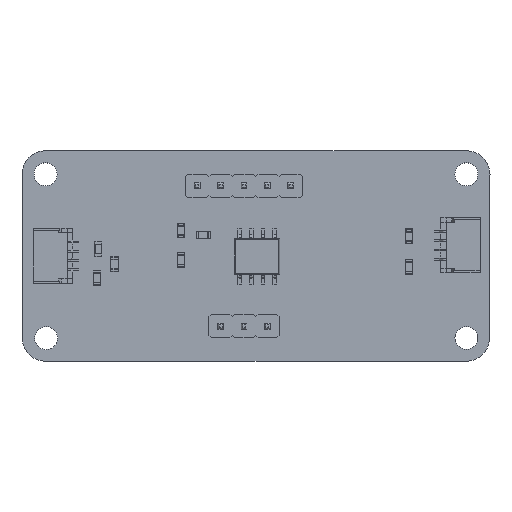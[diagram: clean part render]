
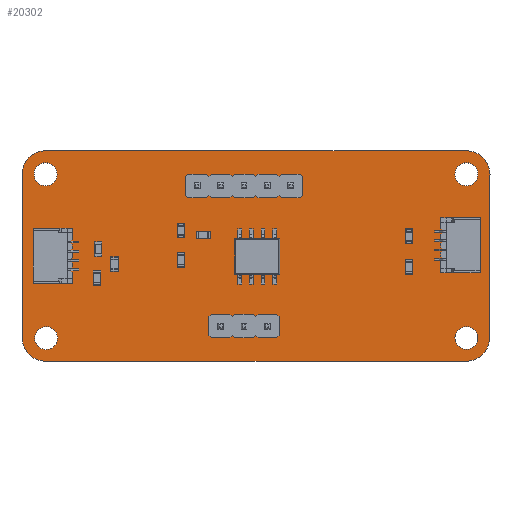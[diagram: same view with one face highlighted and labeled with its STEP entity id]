
A CAD part, top view. The second image highlights one B-rep face of the part: STEP entity #20302.
In plain terms, the highlighted planar face has unit normal (0, 0, 1).
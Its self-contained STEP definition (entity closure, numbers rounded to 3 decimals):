
#20021 = VERTEX_POINT('',#20022);
#20022 = CARTESIAN_POINT('',(22.842,11.43,1.51));
#20028 = EDGE_CURVE('',#20021,#20029,#20031,.T.);
#20029 = VERTEX_POINT('',#20030);
#20030 = CARTESIAN_POINT('',(25.418,8.89,1.51));
#20031 = CIRCLE('',#20032,2.558);
#20032 = AXIS2_PLACEMENT_3D('',#20033,#20034,#20035);
#20033 = CARTESIAN_POINT('',(22.86,8.872,1.51));
#20034 = DIRECTION('',(0.,0.,-1.));
#20035 = DIRECTION('',(-0.007,1.,0.));
#20063 = VERTEX_POINT('',#20064);
#20064 = CARTESIAN_POINT('',(-22.878,11.43,1.51));
#20070 = EDGE_CURVE('',#20063,#20021,#20071,.T.);
#20071 = LINE('',#20072,#20073);
#20072 = CARTESIAN_POINT('',(-22.878,11.43,1.51));
#20073 = VECTOR('',#20074,1.);
#20074 = DIRECTION('',(1.,0.,0.));
#20092 = EDGE_CURVE('',#20029,#20093,#20095,.T.);
#20093 = VERTEX_POINT('',#20094);
#20094 = CARTESIAN_POINT('',(25.382,-8.854,1.51));
#20095 = LINE('',#20096,#20097);
#20096 = CARTESIAN_POINT('',(25.418,8.89,1.51));
#20097 = VECTOR('',#20098,1.);
#20098 = DIRECTION('',(-0.002,-1.,0.));
#20302 = ADVANCED_FACE('',(#20303,#20349,#20360,#20371,#20382,#20393,
    #20404,#20415,#20426,#20437,#20448,#20459,#20470),#20481,.T.);
#20303 = FACE_BOUND('',#20304,.T.);
#20304 = EDGE_LOOP('',(#20305,#20306,#20307,#20316,#20324,#20333,#20341,
    #20348));
#20305 = ORIENTED_EDGE('',*,*,#20028,.F.);
#20306 = ORIENTED_EDGE('',*,*,#20070,.F.);
#20307 = ORIENTED_EDGE('',*,*,#20308,.F.);
#20308 = EDGE_CURVE('',#20309,#20063,#20311,.T.);
#20309 = VERTEX_POINT('',#20310);
#20310 = CARTESIAN_POINT('',(-25.418,8.854,1.51));
#20311 = CIRCLE('',#20312,2.558);
#20312 = AXIS2_PLACEMENT_3D('',#20313,#20314,#20315);
#20313 = CARTESIAN_POINT('',(-22.86,8.872,1.51));
#20314 = DIRECTION('',(0.,0.,-1.));
#20315 = DIRECTION('',(-1.,-0.007,-0.));
#20316 = ORIENTED_EDGE('',*,*,#20317,.F.);
#20317 = EDGE_CURVE('',#20318,#20309,#20320,.T.);
#20318 = VERTEX_POINT('',#20319);
#20319 = CARTESIAN_POINT('',(-25.418,-8.89,1.51));
#20320 = LINE('',#20321,#20322);
#20321 = CARTESIAN_POINT('',(-25.418,-8.89,1.51));
#20322 = VECTOR('',#20323,1.);
#20323 = DIRECTION('',(0.,1.,0.));
#20324 = ORIENTED_EDGE('',*,*,#20325,.F.);
#20325 = EDGE_CURVE('',#20326,#20318,#20328,.T.);
#20326 = VERTEX_POINT('',#20327);
#20327 = CARTESIAN_POINT('',(-22.842,-11.43,1.51));
#20328 = CIRCLE('',#20329,2.558);
#20329 = AXIS2_PLACEMENT_3D('',#20330,#20331,#20332);
#20330 = CARTESIAN_POINT('',(-22.86,-8.872,1.51));
#20331 = DIRECTION('',(0.,0.,-1.));
#20332 = DIRECTION('',(0.007,-1.,0.));
#20333 = ORIENTED_EDGE('',*,*,#20334,.F.);
#20334 = EDGE_CURVE('',#20335,#20326,#20337,.T.);
#20335 = VERTEX_POINT('',#20336);
#20336 = CARTESIAN_POINT('',(22.842,-11.43,1.51));
#20337 = LINE('',#20338,#20339);
#20338 = CARTESIAN_POINT('',(22.842,-11.43,1.51));
#20339 = VECTOR('',#20340,1.);
#20340 = DIRECTION('',(-1.,0.,0.));
#20341 = ORIENTED_EDGE('',*,*,#20342,.F.);
#20342 = EDGE_CURVE('',#20093,#20335,#20343,.T.);
#20343 = CIRCLE('',#20344,2.558);
#20344 = AXIS2_PLACEMENT_3D('',#20345,#20346,#20347);
#20345 = CARTESIAN_POINT('',(22.824,-8.872,1.51));
#20346 = DIRECTION('',(0.,0.,-1.));
#20347 = DIRECTION('',(1.,0.007,0.));
#20348 = ORIENTED_EDGE('',*,*,#20092,.F.);
#20349 = FACE_BOUND('',#20350,.T.);
#20350 = EDGE_LOOP('',(#20351));
#20351 = ORIENTED_EDGE('',*,*,#20352,.T.);
#20352 = EDGE_CURVE('',#20353,#20353,#20355,.T.);
#20353 = VERTEX_POINT('',#20354);
#20354 = CARTESIAN_POINT('',(-22.799,-10.168,1.51));
#20355 = CIRCLE('',#20356,1.25);
#20356 = AXIS2_PLACEMENT_3D('',#20357,#20358,#20359);
#20357 = CARTESIAN_POINT('',(-22.799,-8.918,1.51));
#20358 = DIRECTION('',(-0.,0.,-1.));
#20359 = DIRECTION('',(-0.,-1.,0.));
#20360 = FACE_BOUND('',#20361,.T.);
#20361 = EDGE_LOOP('',(#20362));
#20362 = ORIENTED_EDGE('',*,*,#20363,.T.);
#20363 = EDGE_CURVE('',#20364,#20364,#20366,.T.);
#20364 = VERTEX_POINT('',#20365);
#20365 = CARTESIAN_POINT('',(-3.843,-8.125,1.51));
#20366 = CIRCLE('',#20367,0.5);
#20367 = AXIS2_PLACEMENT_3D('',#20368,#20369,#20370);
#20368 = CARTESIAN_POINT('',(-3.843,-7.625,1.51));
#20369 = DIRECTION('',(-0.,0.,-1.));
#20370 = DIRECTION('',(-0.,-1.,0.));
#20371 = FACE_BOUND('',#20372,.T.);
#20372 = EDGE_LOOP('',(#20373));
#20373 = ORIENTED_EDGE('',*,*,#20374,.T.);
#20374 = EDGE_CURVE('',#20375,#20375,#20377,.T.);
#20375 = VERTEX_POINT('',#20376);
#20376 = CARTESIAN_POINT('',(-1.303,-8.125,1.51));
#20377 = CIRCLE('',#20378,0.5);
#20378 = AXIS2_PLACEMENT_3D('',#20379,#20380,#20381);
#20379 = CARTESIAN_POINT('',(-1.303,-7.625,1.51));
#20380 = DIRECTION('',(-0.,0.,-1.));
#20381 = DIRECTION('',(-0.,-1.,0.));
#20382 = FACE_BOUND('',#20383,.T.);
#20383 = EDGE_LOOP('',(#20384));
#20384 = ORIENTED_EDGE('',*,*,#20385,.T.);
#20385 = EDGE_CURVE('',#20386,#20386,#20388,.T.);
#20386 = VERTEX_POINT('',#20387);
#20387 = CARTESIAN_POINT('',(1.237,-8.125,1.51));
#20388 = CIRCLE('',#20389,0.5);
#20389 = AXIS2_PLACEMENT_3D('',#20390,#20391,#20392);
#20390 = CARTESIAN_POINT('',(1.237,-7.625,1.51));
#20391 = DIRECTION('',(-0.,0.,-1.));
#20392 = DIRECTION('',(-0.,-1.,0.));
#20393 = FACE_BOUND('',#20394,.T.);
#20394 = EDGE_LOOP('',(#20395));
#20395 = ORIENTED_EDGE('',*,*,#20396,.T.);
#20396 = EDGE_CURVE('',#20397,#20397,#20399,.T.);
#20397 = VERTEX_POINT('',#20398);
#20398 = CARTESIAN_POINT('',(22.86,-10.158,1.51));
#20399 = CIRCLE('',#20400,1.25);
#20400 = AXIS2_PLACEMENT_3D('',#20401,#20402,#20403);
#20401 = CARTESIAN_POINT('',(22.86,-8.908,1.51));
#20402 = DIRECTION('',(-0.,0.,-1.));
#20403 = DIRECTION('',(-0.,-1.,0.));
#20404 = FACE_BOUND('',#20405,.T.);
#20405 = EDGE_LOOP('',(#20406));
#20406 = ORIENTED_EDGE('',*,*,#20407,.T.);
#20407 = EDGE_CURVE('',#20408,#20408,#20410,.T.);
#20408 = VERTEX_POINT('',#20409);
#20409 = CARTESIAN_POINT('',(-22.86,7.622,1.51));
#20410 = CIRCLE('',#20411,1.25);
#20411 = AXIS2_PLACEMENT_3D('',#20412,#20413,#20414);
#20412 = CARTESIAN_POINT('',(-22.86,8.872,1.51));
#20413 = DIRECTION('',(-0.,0.,-1.));
#20414 = DIRECTION('',(-0.,-1.,0.));
#20415 = FACE_BOUND('',#20416,.T.);
#20416 = EDGE_LOOP('',(#20417));
#20417 = ORIENTED_EDGE('',*,*,#20418,.T.);
#20418 = EDGE_CURVE('',#20419,#20419,#20421,.T.);
#20419 = VERTEX_POINT('',#20420);
#20420 = CARTESIAN_POINT('',(-6.388,7.115,1.51));
#20421 = CIRCLE('',#20422,0.5);
#20422 = AXIS2_PLACEMENT_3D('',#20423,#20424,#20425);
#20423 = CARTESIAN_POINT('',(-6.388,7.615,1.51));
#20424 = DIRECTION('',(-0.,0.,-1.));
#20425 = DIRECTION('',(-0.,-1.,0.));
#20426 = FACE_BOUND('',#20427,.T.);
#20427 = EDGE_LOOP('',(#20428));
#20428 = ORIENTED_EDGE('',*,*,#20429,.T.);
#20429 = EDGE_CURVE('',#20430,#20430,#20432,.T.);
#20430 = VERTEX_POINT('',#20431);
#20431 = CARTESIAN_POINT('',(-3.848,7.115,1.51));
#20432 = CIRCLE('',#20433,0.5);
#20433 = AXIS2_PLACEMENT_3D('',#20434,#20435,#20436);
#20434 = CARTESIAN_POINT('',(-3.848,7.615,1.51));
#20435 = DIRECTION('',(-0.,0.,-1.));
#20436 = DIRECTION('',(0.,-1.,0.));
#20437 = FACE_BOUND('',#20438,.T.);
#20438 = EDGE_LOOP('',(#20439));
#20439 = ORIENTED_EDGE('',*,*,#20440,.T.);
#20440 = EDGE_CURVE('',#20441,#20441,#20443,.T.);
#20441 = VERTEX_POINT('',#20442);
#20442 = CARTESIAN_POINT('',(-1.308,7.115,1.51));
#20443 = CIRCLE('',#20444,0.5);
#20444 = AXIS2_PLACEMENT_3D('',#20445,#20446,#20447);
#20445 = CARTESIAN_POINT('',(-1.308,7.615,1.51));
#20446 = DIRECTION('',(-0.,0.,-1.));
#20447 = DIRECTION('',(-0.,-1.,0.));
#20448 = FACE_BOUND('',#20449,.T.);
#20449 = EDGE_LOOP('',(#20450));
#20450 = ORIENTED_EDGE('',*,*,#20451,.T.);
#20451 = EDGE_CURVE('',#20452,#20452,#20454,.T.);
#20452 = VERTEX_POINT('',#20453);
#20453 = CARTESIAN_POINT('',(1.232,7.115,1.51));
#20454 = CIRCLE('',#20455,0.5);
#20455 = AXIS2_PLACEMENT_3D('',#20456,#20457,#20458);
#20456 = CARTESIAN_POINT('',(1.232,7.615,1.51));
#20457 = DIRECTION('',(-0.,0.,-1.));
#20458 = DIRECTION('',(-0.,-1.,0.));
#20459 = FACE_BOUND('',#20460,.T.);
#20460 = EDGE_LOOP('',(#20461));
#20461 = ORIENTED_EDGE('',*,*,#20462,.T.);
#20462 = EDGE_CURVE('',#20463,#20463,#20465,.T.);
#20463 = VERTEX_POINT('',#20464);
#20464 = CARTESIAN_POINT('',(3.772,7.115,1.51));
#20465 = CIRCLE('',#20466,0.5);
#20466 = AXIS2_PLACEMENT_3D('',#20467,#20468,#20469);
#20467 = CARTESIAN_POINT('',(3.772,7.615,1.51));
#20468 = DIRECTION('',(-0.,0.,-1.));
#20469 = DIRECTION('',(0.,-1.,0.));
#20470 = FACE_BOUND('',#20471,.T.);
#20471 = EDGE_LOOP('',(#20472));
#20472 = ORIENTED_EDGE('',*,*,#20473,.T.);
#20473 = EDGE_CURVE('',#20474,#20474,#20476,.T.);
#20474 = VERTEX_POINT('',#20475);
#20475 = CARTESIAN_POINT('',(22.86,7.622,1.51));
#20476 = CIRCLE('',#20477,1.25);
#20477 = AXIS2_PLACEMENT_3D('',#20478,#20479,#20480);
#20478 = CARTESIAN_POINT('',(22.86,8.872,1.51));
#20479 = DIRECTION('',(-0.,0.,-1.));
#20480 = DIRECTION('',(-0.,-1.,0.));
#20481 = PLANE('',#20482);
#20482 = AXIS2_PLACEMENT_3D('',#20483,#20484,#20485);
#20483 = CARTESIAN_POINT('',(0.,0.,1.51));
#20484 = DIRECTION('',(0.,0.,1.));
#20485 = DIRECTION('',(1.,0.,-0.));
